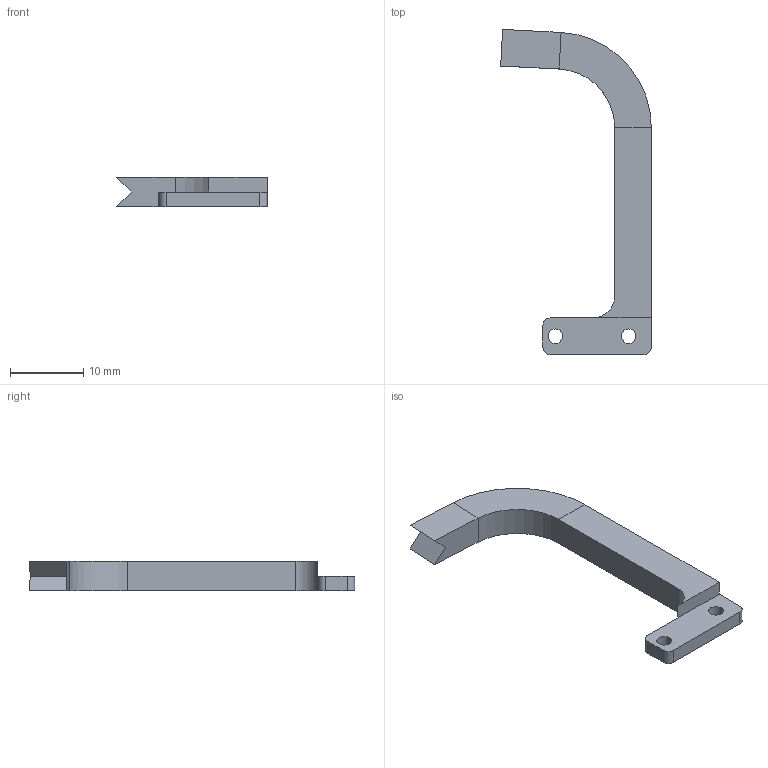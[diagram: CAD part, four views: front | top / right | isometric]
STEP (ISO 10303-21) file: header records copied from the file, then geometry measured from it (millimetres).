
FILE_DESCRIPTION (( 'STEP AP203' ), '1' );
FILE_NAME ('开关杆（修改孔距）.STEP', '2024-04-03T22:04:46', ( '' ), ( '' ), 'SwSTEP 2.0', 'SolidWorks 2023', '' );
FILE_SCHEMA (( 'CONFIG_CONTROL_DESIGN' ));
Length unit declared in the file: millimetre
Products named in the file (1): 开关杆（修改孔距）
Bounding box: 20.57 x 44.4 x 4 mm (x, y, z)
Volume: 1120.7 mm3; surface area: 1165.9 mm2
Topology: 1 solids, 1 shells, 27 faces, 66 edges, 41 vertices
Faces by surface type: plane 17, cylinder 10
Entity records: 873 total; most frequent: DIRECTION 142, CARTESIAN_POINT 135, ORIENTED_EDGE 132, EDGE_CURVE 66, AXIS2_PLACEMENT_3D 48, LINE 46, VECTOR 46, VERTEX_POINT 41
